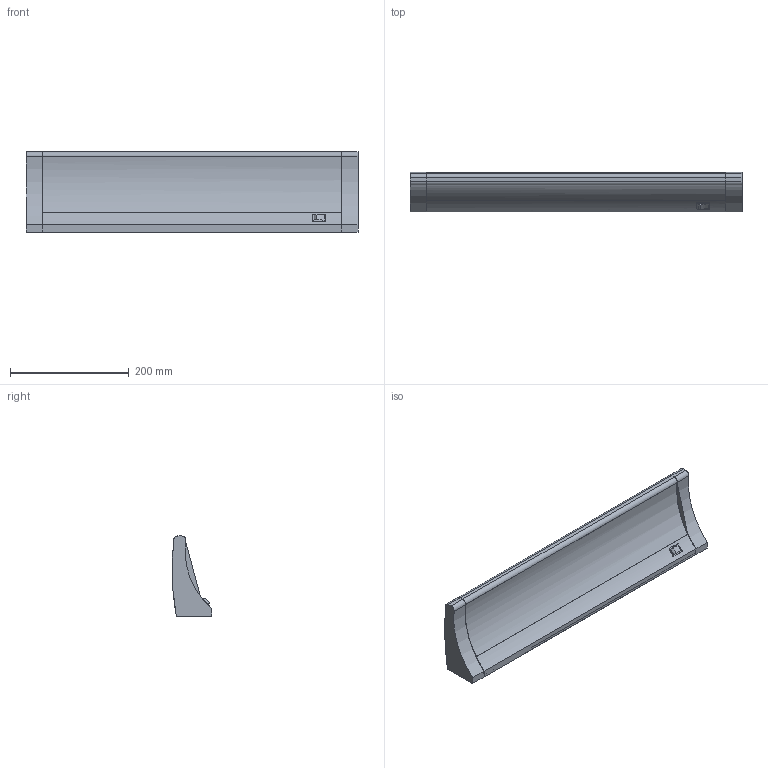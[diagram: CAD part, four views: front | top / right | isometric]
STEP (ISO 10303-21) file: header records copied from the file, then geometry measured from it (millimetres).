
FILE_DESCRIPTION (( 'STEP AP203' ), '1' );
FILE_NAME ('LLPO0-2014-1-13-K03 Ñâåòèëüíèê ËÏÎ2014 13Âò 230Â T5_G5 ÈÝÊ.STEP', '2017-06-30T07:13:31', ( '' ), ( '' ), 'SwSTEP 2.0', 'SolidWorks 2014', '' );
FILE_SCHEMA (( 'CONFIG_CONTROL_DESIGN' ));
Length unit declared in the file: millimetre
Products named in the file (1): LLPO0-2014-1-13-K03 Ñâåòèëüíèê ËÏÎ2014 13Âò 230Â T5_G5 ÈÝÊ
Bounding box: 560 x 66.95 x 135.06 mm (x, y, z)
Volume: 978603.9 mm3; surface area: 401854.5 mm2
Topology: 1 solids, 2 shells, 104 faces, 277 edges, 183 vertices
Faces by surface type: plane 63, cylinder 39, bspline 2
Full cylindrical faces by diameter (mm): 11 x1
Entity records: 3404 total; most frequent: CARTESIAN_POINT 686, ORIENTED_EDGE 550, DIRECTION 547, EDGE_CURVE 275, VECTOR 189, LINE 189, VERTEX_POINT 182, AXIS2_PLACEMENT_3D 179
